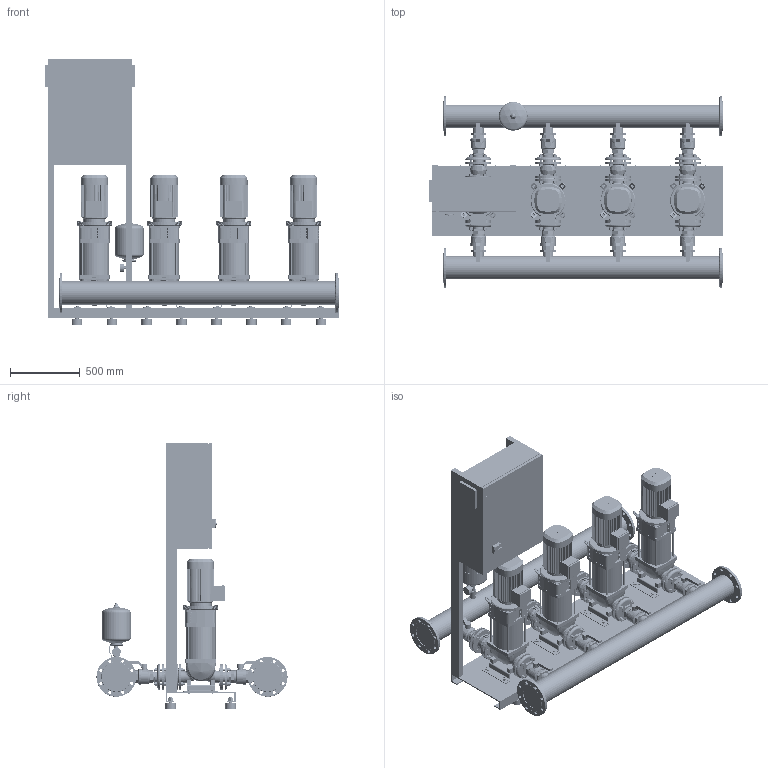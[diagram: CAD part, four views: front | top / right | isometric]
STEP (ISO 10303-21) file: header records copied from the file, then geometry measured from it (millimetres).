
FILE_DESCRIPTION((''),'2;1');
FILE_NAME('3d_COR-4HELIXV3602_2_K_CC-01-2530639.stp','2016-01-22T13:33:28',(''),(''),'Mechanical Desktop 2009','Mechanical Desktop 2009',', , ');
FILE_SCHEMA(('CONFIG_CONTROL_DESIGN'));
Length unit declared in the file: millimetre
Products named in the file (1): Product
Bounding box: 2100 x 1369 x 1905 mm (x, y, z)
Volume: 401078406.5 mm3; surface area: 19883360.6 mm2
Topology: 239 solids, 239 shells, 7345 faces, 18711 edges, 12135 vertices
Faces by surface type: bspline 2723, plane 2636, cylinder 1488, cone 272, torus 224, sphere 2
Entity records: 257598 total; most frequent: CARTESIAN_POINT 83471, ORIENTED_EDGE 37342, DIRECTION 33675, EDGE_CURVE 18671, VERTEX_POINT 12122, AXIS2_PLACEMENT_3D 11281, VECTOR 11113, LINE 11113
